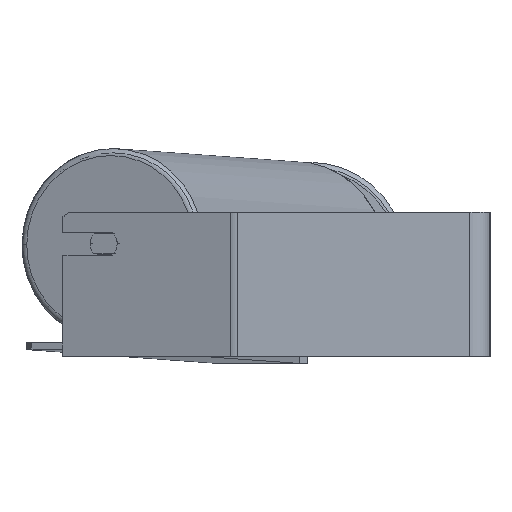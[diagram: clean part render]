
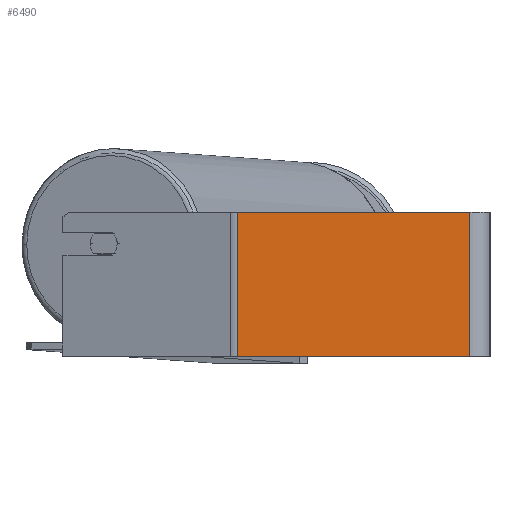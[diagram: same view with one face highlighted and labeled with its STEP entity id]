
A CAD part, left-side view. The second image highlights one B-rep face of the part: STEP entity #6490.
In plain terms, the highlighted planar face has unit normal (-1, 0, 0).
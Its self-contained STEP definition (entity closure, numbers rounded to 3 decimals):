
#326 = CARTESIAN_POINT ( 'NONE',  ( -630., 175.108, -50. ) ) ;
#662 = DIRECTION ( 'NONE',  ( 0., 0., -1. ) ) ;
#809 = CARTESIAN_POINT ( 'NONE',  ( -630., 14., 50. ) ) ;
#1384 = VECTOR ( 'NONE', #662, 1000. ) ;
#1491 = DIRECTION ( 'NONE',  ( 1., 0., 0. ) ) ;
#1990 = CARTESIAN_POINT ( 'NONE',  ( -630., 14., 50. ) ) ;
#2035 = VECTOR ( 'NONE', #8594, 1000. ) ;
#2084 = CARTESIAN_POINT ( 'NONE',  ( -630., 177.577, 50. ) ) ;
#2165 = EDGE_CURVE ( 'NONE', #2640, #8428, #4134, .T. ) ;
#2212 = EDGE_CURVE ( 'NONE', #5219, #8428, #6247, .T. ) ;
#2231 = VERTEX_POINT ( 'NONE', #3371 ) ;
#2241 = CARTESIAN_POINT ( 'NONE',  ( -630., 177.577, 50. ) ) ;
#2640 = VERTEX_POINT ( 'NONE', #326 ) ;
#2715 = ORIENTED_EDGE ( 'NONE', *, *, #8851, .T. ) ;
#2717 = EDGE_LOOP ( 'NONE', ( #4795, #5484, #8929, #2715 ) ) ;
#2766 = LINE ( 'NONE', #2241, #8760 ) ;
#3147 = VECTOR ( 'NONE', #8239, 1000. ) ;
#3371 = CARTESIAN_POINT ( 'NONE',  ( -630., 175.108, 50. ) ) ;
#3374 = PLANE ( 'NONE',  #7733 ) ;
#3637 = LINE ( 'NONE', #8500, #2035 ) ;
#4134 = LINE ( 'NONE', #7626, #3147 ) ;
#4352 = DIRECTION ( 'NONE',  ( 0., -1., 0. ) ) ;
#4795 = ORIENTED_EDGE ( 'NONE', *, *, #2165, .T. ) ;
#5219 = VERTEX_POINT ( 'NONE', #809 ) ;
#5311 = CARTESIAN_POINT ( 'NONE',  ( -630., 14., -50. ) ) ;
#5484 = ORIENTED_EDGE ( 'NONE', *, *, #2212, .F. ) ;
#6247 = LINE ( 'NONE', #1990, #1384 ) ;
#6490 = ADVANCED_FACE ( 'NONE', ( #6938 ), #3374, .F. ) ;
#6938 = FACE_OUTER_BOUND ( 'NONE', #2717, .T. ) ;
#6975 = EDGE_CURVE ( 'NONE', #2231, #5219, #2766, .T. ) ;
#7626 = CARTESIAN_POINT ( 'NONE',  ( -630., 177.577, -50. ) ) ;
#7733 = AXIS2_PLACEMENT_3D ( 'NONE', #2084, #1491, #8334 ) ;
#8239 = DIRECTION ( 'NONE',  ( 0., -1., 0. ) ) ;
#8334 = DIRECTION ( 'NONE',  ( 0., 0., -1. ) ) ;
#8428 = VERTEX_POINT ( 'NONE', #5311 ) ;
#8500 = CARTESIAN_POINT ( 'NONE',  ( -630., 175.108, 50. ) ) ;
#8594 = DIRECTION ( 'NONE',  ( 0., 0., -1. ) ) ;
#8760 = VECTOR ( 'NONE', #4352, 1000. ) ;
#8851 = EDGE_CURVE ( 'NONE', #2231, #2640, #3637, .T. ) ;
#8929 = ORIENTED_EDGE ( 'NONE', *, *, #6975, .F. ) ;
